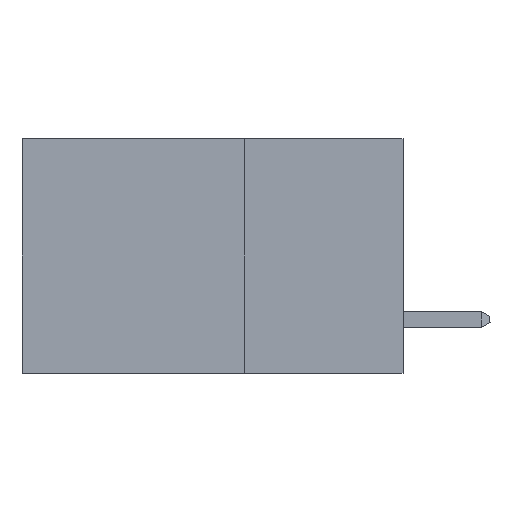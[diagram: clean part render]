
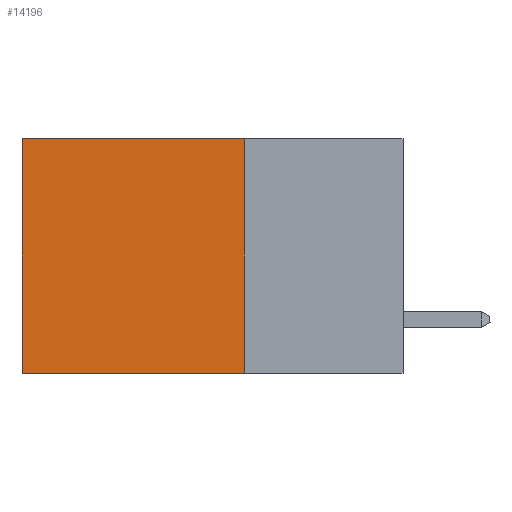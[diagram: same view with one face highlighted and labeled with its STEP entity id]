
A CAD part, left-side view. The second image highlights one B-rep face of the part: STEP entity #14196.
In plain terms, the highlighted planar face has unit normal (-1, 0, 0).
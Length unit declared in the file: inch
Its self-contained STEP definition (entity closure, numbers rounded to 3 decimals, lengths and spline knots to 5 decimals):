
#945 = VERTEX_POINT ( 'NONE', #9442 ) ;
#1036 = EDGE_LOOP ( 'NONE', ( #7181, #2669, #13729, #6165 ) ) ;
#1184 = DIRECTION ( 'NONE',  ( 0., 1., 0. ) ) ;
#1647 = EDGE_CURVE ( 'NONE', #3564, #9515, #9377, .T. ) ;
#2669 = ORIENTED_EDGE ( 'NONE', *, *, #9019, .F. ) ;
#3532 = EDGE_CURVE ( 'NONE', #945, #8731, #5421, .T. ) ;
#3564 = VERTEX_POINT ( 'NONE', #10393 ) ;
#4043 = DIRECTION ( 'NONE',  ( 1., 0., 0. ) ) ;
#4165 = VECTOR ( 'NONE', #16425, 39.37008 ) ;
#5053 = DIRECTION ( 'NONE',  ( 0., 0., -1. ) ) ;
#5421 = LINE ( 'NONE', #6495, #13332 ) ;
#6165 = ORIENTED_EDGE ( 'NONE', *, *, #10932, .T. ) ;
#6482 = DIRECTION ( 'NONE',  ( 0., 0., -1. ) ) ;
#6495 = CARTESIAN_POINT ( 'NONE',  ( 0.2875, 0.25, 0. ) ) ;
#6555 = CARTESIAN_POINT ( 'NONE',  ( 0.2875, 0.6, -0.37 ) ) ;
#6885 = FACE_OUTER_BOUND ( 'NONE', #1036, .T. ) ;
#7181 = ORIENTED_EDGE ( 'NONE', *, *, #1647, .T. ) ;
#7783 = CARTESIAN_POINT ( 'NONE',  ( 0.2875, 0.25, -0.37 ) ) ;
#7832 = CARTESIAN_POINT ( 'NONE',  ( 0.2875, 0.25, 0. ) ) ;
#8568 = VECTOR ( 'NONE', #6482, 39.37008 ) ;
#8731 = VERTEX_POINT ( 'NONE', #10746 ) ;
#9018 = VECTOR ( 'NONE', #1184, 39.37008 ) ;
#9019 = EDGE_CURVE ( 'NONE', #8731, #9515, #9225, .T. ) ;
#9200 = PLANE ( 'NONE',  #11380 ) ;
#9225 = LINE ( 'NONE', #7783, #9018 ) ;
#9377 = LINE ( 'NONE', #10542, #8568 ) ;
#9442 = CARTESIAN_POINT ( 'NONE',  ( 0.2875, 0.25, 0. ) ) ;
#9515 = VERTEX_POINT ( 'NONE', #6555 ) ;
#10393 = CARTESIAN_POINT ( 'NONE',  ( 0.2875, 0.6, 0. ) ) ;
#10542 = CARTESIAN_POINT ( 'NONE',  ( 0.2875, 0.6, 0. ) ) ;
#10746 = CARTESIAN_POINT ( 'NONE',  ( 0.2875, 0.25, -0.37 ) ) ;
#10932 = EDGE_CURVE ( 'NONE', #945, #3564, #13101, .T. ) ;
#11380 = AXIS2_PLACEMENT_3D ( 'NONE', #7832, #4043, #15506 ) ;
#13101 = LINE ( 'NONE', #13322, #4165 ) ;
#13322 = CARTESIAN_POINT ( 'NONE',  ( 0.2875, 0.25, 0. ) ) ;
#13332 = VECTOR ( 'NONE', #5053, 39.37008 ) ;
#13729 = ORIENTED_EDGE ( 'NONE', *, *, #3532, .F. ) ;
#14196 = ADVANCED_FACE ( 'NONE', ( #6885 ), #9200, .F. ) ;
#15506 = DIRECTION ( 'NONE',  ( 0., 0., -1. ) ) ;
#16425 = DIRECTION ( 'NONE',  ( 0., 1., 0. ) ) ;
